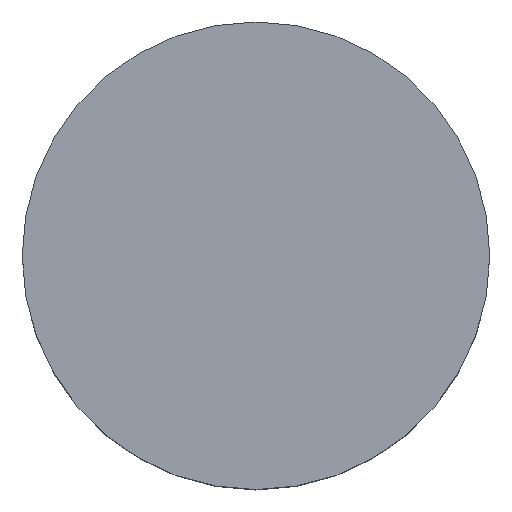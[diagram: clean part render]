
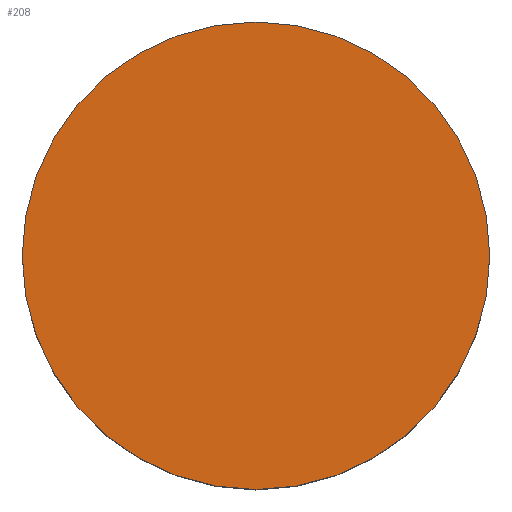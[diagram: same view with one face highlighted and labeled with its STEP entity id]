
A CAD part, top view. The second image highlights one B-rep face of the part: STEP entity #208.
In plain terms, the highlighted planar face has unit normal (0, 0, 1).
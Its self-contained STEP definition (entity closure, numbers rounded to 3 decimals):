
#4 = AXIS2_PLACEMENT_3D ( 'NONE', #32, #191, #161 ) ;
#15 = CIRCLE ( 'NONE', #329, 3. ) ;
#28 = DIRECTION ( 'NONE',  ( 1., 0., 0. ) ) ;
#31 = CARTESIAN_POINT ( 'NONE',  ( 3., 0., 0. ) ) ;
#32 = CARTESIAN_POINT ( 'NONE',  ( 0., 0., 0. ) ) ;
#58 = CIRCLE ( 'NONE', #4, 3. ) ;
#69 = VERTEX_POINT ( 'NONE', #31 ) ;
#95 = CARTESIAN_POINT ( 'NONE',  ( -3., 0., 0. ) ) ;
#96 = EDGE_CURVE ( 'NONE', #69, #288, #58, .T. ) ;
#139 = EDGE_CURVE ( 'NONE', #288, #69, #15, .T. ) ;
#152 = FACE_OUTER_BOUND ( 'NONE', #312, .T. ) ;
#158 = DIRECTION ( 'NONE',  ( 0., 0., 1. ) ) ;
#161 = DIRECTION ( 'NONE',  ( 1., 0., 0. ) ) ;
#164 = CARTESIAN_POINT ( 'NONE',  ( 0., 0., 0. ) ) ;
#183 = CARTESIAN_POINT ( 'NONE',  ( 0., 0., 0. ) ) ;
#191 = DIRECTION ( 'NONE',  ( 0., 0., 1. ) ) ;
#208 = ADVANCED_FACE ( 'NONE', ( #152 ), #273, .T. ) ;
#263 = AXIS2_PLACEMENT_3D ( 'NONE', #183, #158, #270 ) ;
#270 = DIRECTION ( 'NONE',  ( 1., 0., 0. ) ) ;
#273 = PLANE ( 'NONE',  #263 ) ;
#280 = DIRECTION ( 'NONE',  ( 0., 0., 1. ) ) ;
#288 = VERTEX_POINT ( 'NONE', #95 ) ;
#299 = ORIENTED_EDGE ( 'NONE', *, *, #139, .T. ) ;
#312 = EDGE_LOOP ( 'NONE', ( #349, #299 ) ) ;
#329 = AXIS2_PLACEMENT_3D ( 'NONE', #164, #280, #28 ) ;
#349 = ORIENTED_EDGE ( 'NONE', *, *, #96, .T. ) ;
